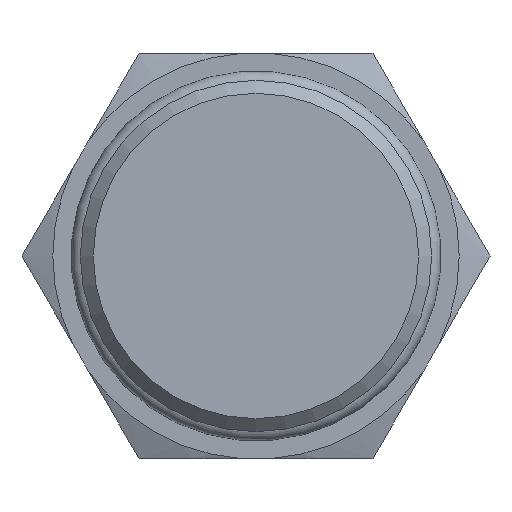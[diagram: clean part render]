
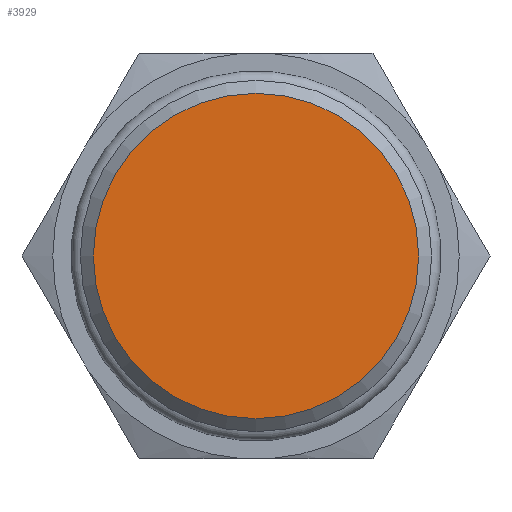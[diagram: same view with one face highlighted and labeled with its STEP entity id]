
A CAD part, left-side view. The second image highlights one B-rep face of the part: STEP entity #3929.
In plain terms, the highlighted planar face has unit normal (-1, 0, 0).
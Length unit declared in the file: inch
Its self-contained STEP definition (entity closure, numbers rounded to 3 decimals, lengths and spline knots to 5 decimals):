
#3906=CARTESIAN_POINT('',(-0.728,0.,0.7525));
#3907=VERTEX_POINT('',#3906);
#3908=CARTESIAN_POINT('',(-0.728,0.,0.));
#3909=DIRECTION('',(1.0,0.0,0.0));
#3910=DIRECTION('',(0.0,0.0,-1.0));
#3911=AXIS2_PLACEMENT_3D('',#3908,#3909,#3910);
#3912=CIRCLE('',#3911,0.7525);
#3913=EDGE_CURVE('',#3907,#3907,#3912,.T.);
#3921=CARTESIAN_POINT('',(-0.728,0.,0.));
#3922=DIRECTION('',(1.0,0.0,0.0));
#3923=DIRECTION('',(0.0,0.0,-1.0));
#3924=AXIS2_PLACEMENT_3D('',#3921,#3922,#3923);
#3925=PLANE('',#3924);
#3926=ORIENTED_EDGE('',*,*,#3913,.F.);
#3927=EDGE_LOOP('',(#3926));
#3928=FACE_OUTER_BOUND('',#3927,.T.);
#3929=ADVANCED_FACE('',(#3928),#3925,.F.);
